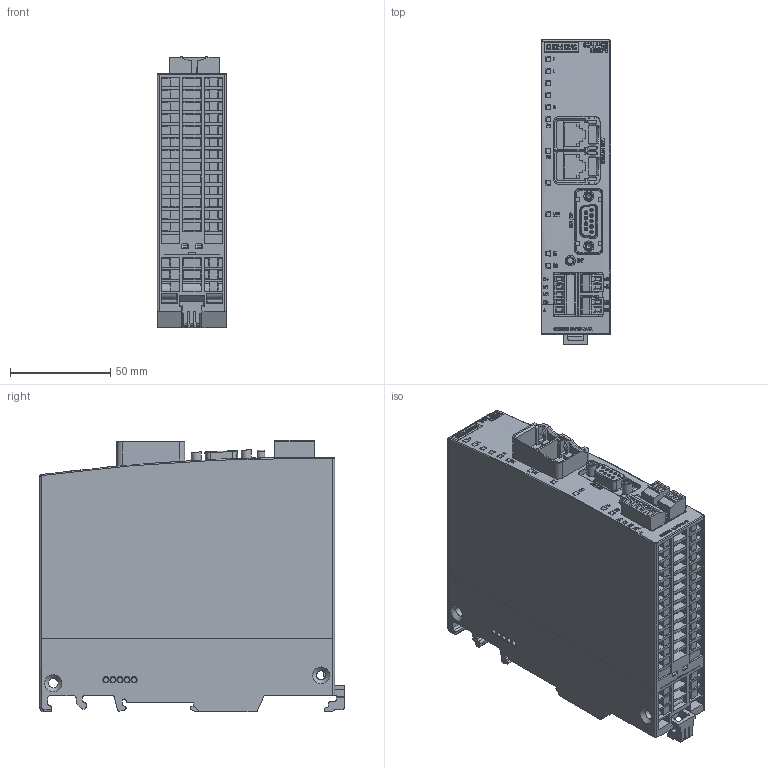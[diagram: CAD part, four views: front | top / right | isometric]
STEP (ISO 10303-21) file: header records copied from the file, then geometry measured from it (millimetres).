
FILE_DESCRIPTION (( 'STEP AP214' ), '1' );
FILE_NAME ('6GK58040AP002AA2_001_STEP.STEP', '2018-02-14T09:19:37', ( '' ), ( '' ), 'SwSTEP 2.0', 'SolidWorks 2017', '' );
FILE_SCHEMA (( 'AUTOMOTIVE_DESIGN' ));
Length unit declared in the file: millimetre
Products named in the file (5): Adapter; Body; 6GK58040AP002AA2_001_STEP; Beschriftung; Stecker
Assembly tree (4 placements, depth 2):
  6GK58040AP002AA2_001_STEP
    Body
    Stecker
    Adapter
    Beschriftung
Bounding box: 34.9 x 151.79 x 135.44 mm (x, y, z)
Volume: 583618.3 mm3; surface area: 85579.5 mm2
Topology: 5 solids, 98 shells, 2470 faces, 7509 edges, 5306 vertices
Faces by surface type: plane 1972, cylinder 339, bspline 83, cone 61, torus 15
Full cylindrical faces by diameter (mm): 1 x9, 1.6 x14, 2 x2, 2.032 x4, 2.8 x9, 2.9 x9, 3.8 x1, 4.771 x1, 5 x2
Entity records: 117111 total; most frequent: CARTESIAN_POINT 24934, ORIENTED_EDGE 13863, DIRECTION 11812, EDGE_CURVE 7379, LINE 5646, VECTOR 5646, VERTEX_POINT 5261, AXIS2_PLACEMENT_3D 3083
